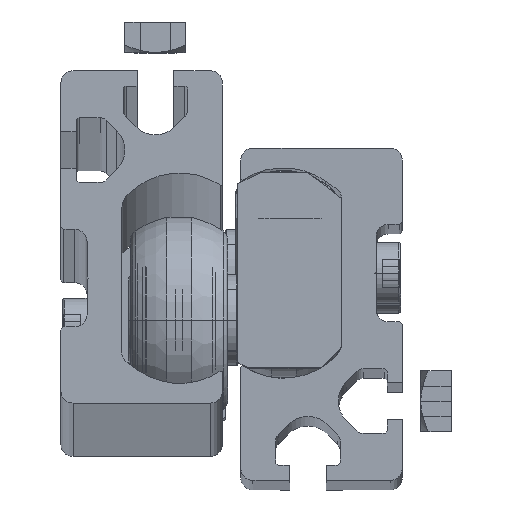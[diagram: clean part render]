
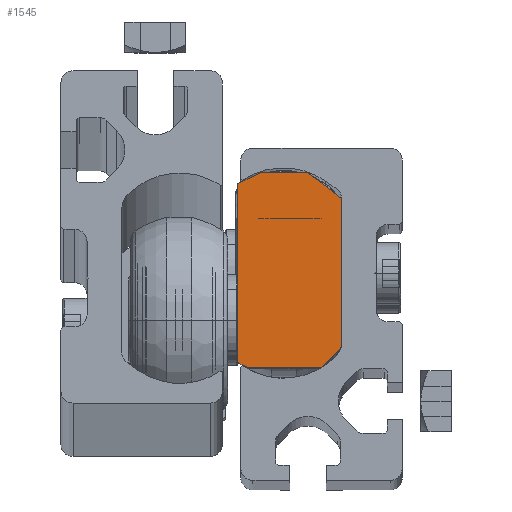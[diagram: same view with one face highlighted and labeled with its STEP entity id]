
A CAD part, top view. The second image highlights one B-rep face of the part: STEP entity #1545.
In plain terms, the highlighted face is planar.
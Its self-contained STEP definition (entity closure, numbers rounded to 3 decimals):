
#298 = VECTOR ( 'NONE', #1779, 1000. ) ;
#746 = CARTESIAN_POINT ( 'NONE',  ( -19., 12.203, 8.5 ) ) ;
#833 = FACE_OUTER_BOUND ( 'NONE', #12806, .T. ) ;
#1066 = LINE ( 'NONE', #5844, #14988 ) ;
#1168 = CARTESIAN_POINT ( 'NONE',  ( -19., -14.661, -8.5 ) ) ;
#1545 = ADVANCED_FACE ( 'NONE', ( #833 ), #11513, .T. ) ;
#1680 = EDGE_CURVE ( 'NONE', #14188, #13770, #4358, .T. ) ;
#1779 = DIRECTION ( 'NONE',  ( 0., -0.423, 0.906 ) ) ;
#2055 = VECTOR ( 'NONE', #12103, 1000. ) ;
#2156 = CARTESIAN_POINT ( 'NONE',  ( -19., 14.681, -8.5 ) ) ;
#2627 = DIRECTION ( 'NONE',  ( 0., -0.423, -0.906 ) ) ;
#2744 = CARTESIAN_POINT ( 'NONE',  ( -19., 12.203, 8.5 ) ) ;
#3114 = LINE ( 'NONE', #7990, #20086 ) ;
#3528 = DIRECTION ( 'NONE',  ( 0., 0., -1. ) ) ;
#4278 = AXIS2_PLACEMENT_3D ( 'NONE', #16501, #8736, #5297 ) ;
#4358 = LINE ( 'NONE', #4454, #11211 ) ;
#4454 = CARTESIAN_POINT ( 'NONE',  ( -19., -12.2, 8.5 ) ) ;
#4926 = VECTOR ( 'NONE', #3528, 1000. ) ;
#5297 = DIRECTION ( 'NONE',  ( 0., 0., 1. ) ) ;
#5546 = CARTESIAN_POINT ( 'NONE',  ( -19., -15.5, 5.2 ) ) ;
#5796 = EDGE_CURVE ( 'NONE', #19919, #11992, #11738, .T. ) ;
#5844 = CARTESIAN_POINT ( 'NONE',  ( -19., 16.5, -4.6 ) ) ;
#6239 = EDGE_CURVE ( 'NONE', #19919, #17457, #1066, .T. ) ;
#7024 = EDGE_CURVE ( 'NONE', #14188, #11965, #13558, .T. ) ;
#7182 = ORIENTED_EDGE ( 'NONE', *, *, #5796, .F. ) ;
#7990 = CARTESIAN_POINT ( 'NONE',  ( -19., 14.681, -8.5 ) ) ;
#8182 = ORIENTED_EDGE ( 'NONE', *, *, #1680, .T. ) ;
#8225 = CARTESIAN_POINT ( 'NONE',  ( -19., -15.5, 5.2 ) ) ;
#8324 = LINE ( 'NONE', #8225, #4926 ) ;
#8500 = EDGE_CURVE ( 'NONE', #13770, #11992, #16948, .T. ) ;
#8736 = DIRECTION ( 'NONE',  ( -1., 0., 0. ) ) ;
#9089 = DIRECTION ( 'NONE',  ( 0., 0.616, -0.788 ) ) ;
#9788 = VECTOR ( 'NONE', #9089, 1000. ) ;
#9824 = ORIENTED_EDGE ( 'NONE', *, *, #15226, .T. ) ;
#9964 = CARTESIAN_POINT ( 'NONE',  ( -19., -15.5, -6.7 ) ) ;
#10371 = DIRECTION ( 'NONE',  ( 0., 1., 0. ) ) ;
#10415 = ORIENTED_EDGE ( 'NONE', *, *, #8500, .T. ) ;
#11211 = VECTOR ( 'NONE', #10371, 1000. ) ;
#11513 = PLANE ( 'NONE',  #4278 ) ;
#11646 = CARTESIAN_POINT ( 'NONE',  ( -19., 16.5, 3. ) ) ;
#11738 = LINE ( 'NONE', #13089, #12981 ) ;
#11965 = VERTEX_POINT ( 'NONE', #5546 ) ;
#11989 = CARTESIAN_POINT ( 'NONE',  ( -19., -12.2, 8.5 ) ) ;
#11992 = VERTEX_POINT ( 'NONE', #11646 ) ;
#12103 = DIRECTION ( 'NONE',  ( 0., -0.707, -0.707 ) ) ;
#12685 = EDGE_CURVE ( 'NONE', #17457, #13899, #3114, .T. ) ;
#12806 = EDGE_LOOP ( 'NONE', ( #10415, #7182, #18197, #15751, #9824, #15031, #18771, #8182 ) ) ;
#12860 = LINE ( 'NONE', #16193, #298 ) ;
#12981 = VECTOR ( 'NONE', #14752, 1000. ) ;
#13089 = CARTESIAN_POINT ( 'NONE',  ( -19., 16.5, -4.6 ) ) ;
#13558 = LINE ( 'NONE', #11989, #2055 ) ;
#13770 = VERTEX_POINT ( 'NONE', #746 ) ;
#13899 = VERTEX_POINT ( 'NONE', #1168 ) ;
#14188 = VERTEX_POINT ( 'NONE', #15365 ) ;
#14752 = DIRECTION ( 'NONE',  ( 0., 0., 1. ) ) ;
#14988 = VECTOR ( 'NONE', #2627, 1000. ) ;
#15031 = ORIENTED_EDGE ( 'NONE', *, *, #15132, .F. ) ;
#15132 = EDGE_CURVE ( 'NONE', #11965, #15316, #8324, .T. ) ;
#15226 = EDGE_CURVE ( 'NONE', #13899, #15316, #12860, .T. ) ;
#15316 = VERTEX_POINT ( 'NONE', #9964 ) ;
#15365 = CARTESIAN_POINT ( 'NONE',  ( -19., -12.2, 8.5 ) ) ;
#15751 = ORIENTED_EDGE ( 'NONE', *, *, #12685, .T. ) ;
#16193 = CARTESIAN_POINT ( 'NONE',  ( -19., -14.661, -8.5 ) ) ;
#16501 = CARTESIAN_POINT ( 'NONE',  ( -19., 1.5, 22.2 ) ) ;
#16948 = LINE ( 'NONE', #2744, #9788 ) ;
#17329 = DIRECTION ( 'NONE',  ( 0., -1., 0. ) ) ;
#17457 = VERTEX_POINT ( 'NONE', #2156 ) ;
#18197 = ORIENTED_EDGE ( 'NONE', *, *, #6239, .T. ) ;
#18233 = CARTESIAN_POINT ( 'NONE',  ( -19., 16.5, -4.6 ) ) ;
#18771 = ORIENTED_EDGE ( 'NONE', *, *, #7024, .F. ) ;
#19919 = VERTEX_POINT ( 'NONE', #18233 ) ;
#20086 = VECTOR ( 'NONE', #17329, 1000. ) ;
